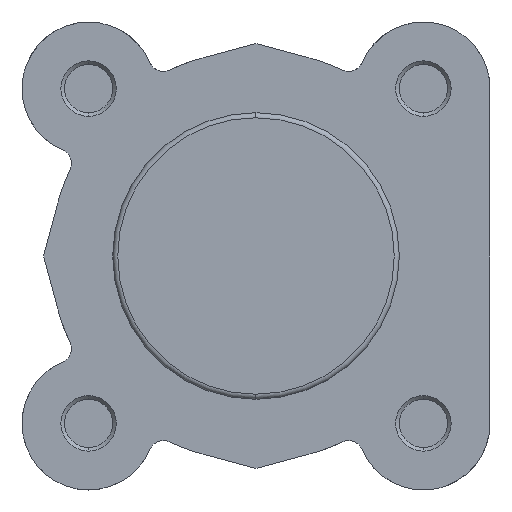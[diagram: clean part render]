
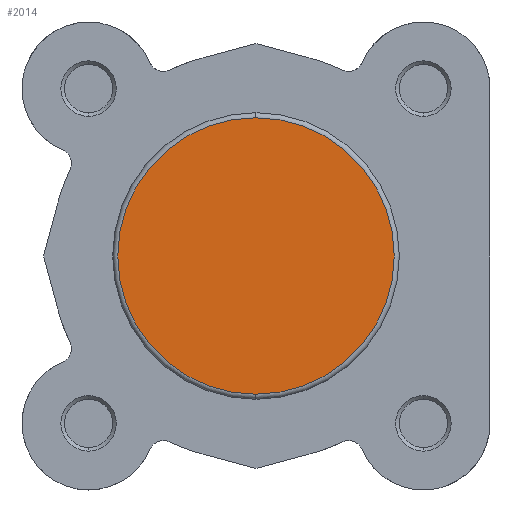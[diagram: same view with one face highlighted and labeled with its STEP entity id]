
A CAD part, left-side view. The second image highlights one B-rep face of the part: STEP entity #2014.
In plain terms, the highlighted planar face has unit normal (-1, 0, 0).
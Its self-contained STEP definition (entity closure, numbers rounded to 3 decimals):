
#122 = ORIENTED_EDGE ( 'NONE', *, *, #2256, .T. ) ;
#205 = ORIENTED_EDGE ( 'NONE', *, *, #2467, .T. ) ;
#660 = EDGE_LOOP ( 'NONE', ( #122, #205 ) ) ;
#1195 = FACE_OUTER_BOUND ( 'NONE', #660, .T. ) ;
#2014 = ADVANCED_FACE ( 'NONE', ( #1195 ), #4413, .F. ) ;
#2256 = EDGE_CURVE ( 'NONE', #3111, #3077, #5388, .T. ) ;
#2467 = EDGE_CURVE ( 'NONE', #3077, #3111, #5600, .T. ) ;
#3077 = VERTEX_POINT ( 'NONE', #6751 ) ;
#3111 = VERTEX_POINT ( 'NONE', #6779 ) ;
#3801 = AXIS2_PLACEMENT_3D ( 'NONE', #4412, #4415, #4416 ) ;
#3931 = AXIS2_PLACEMENT_3D ( 'NONE', #5027, #5033, #5034 ) ;
#4014 = AXIS2_PLACEMENT_3D ( 'NONE', #6026, #6027, #6028 ) ;
#4412 = CARTESIAN_POINT ( 'NONE',  ( 0., 12.5, 0. ) ) ;
#4413 = PLANE ( 'NONE',  #3801 ) ;
#4415 = DIRECTION ( 'NONE',  ( 1., 0., 0. ) ) ;
#4416 = DIRECTION ( 'NONE',  ( 0., 0., -1. ) ) ;
#5027 = CARTESIAN_POINT ( 'NONE',  ( 0., 0., 0. ) ) ;
#5033 = DIRECTION ( 'NONE',  ( -1., 0., 0. ) ) ;
#5034 = DIRECTION ( 'NONE',  ( 0., 0., -1. ) ) ;
#5388 = CIRCLE ( 'NONE', #3931, 19.2 ) ;
#5600 = CIRCLE ( 'NONE', #4014, 19.2 ) ;
#6026 = CARTESIAN_POINT ( 'NONE',  ( 0., 0., 0. ) ) ;
#6027 = DIRECTION ( 'NONE',  ( -1., 0., 0. ) ) ;
#6028 = DIRECTION ( 'NONE',  ( 0., 0., -1. ) ) ;
#6751 = CARTESIAN_POINT ( 'NONE',  ( 0., 0., 19.2 ) ) ;
#6779 = CARTESIAN_POINT ( 'NONE',  ( 0., 0., -19.2 ) ) ;
